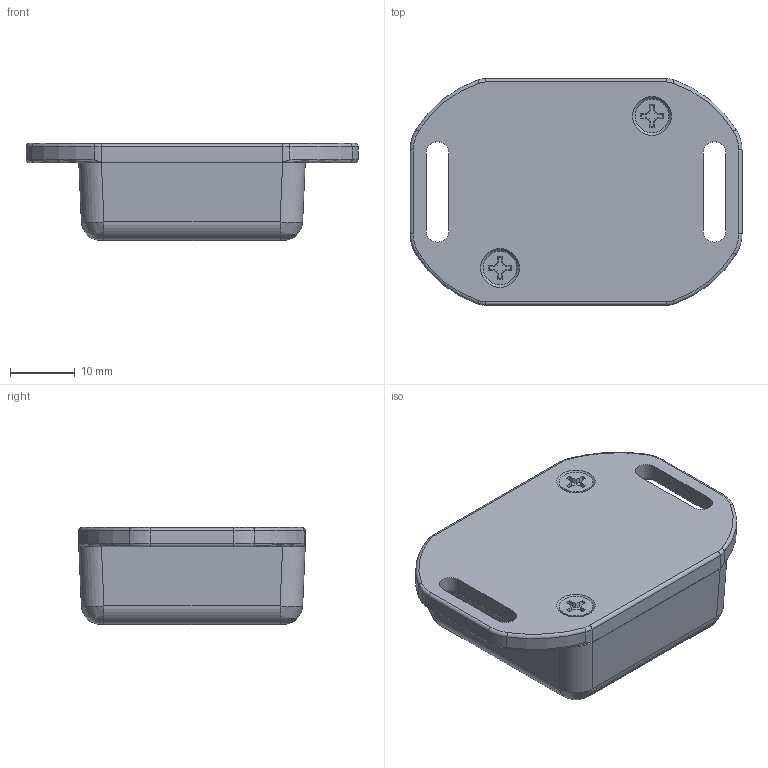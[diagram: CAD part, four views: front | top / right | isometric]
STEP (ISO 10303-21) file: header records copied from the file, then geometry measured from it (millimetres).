
FILE_DESCRIPTION(/* description */ (''),/* implementation_level */ '2;1');
FILE_NAME(/* name */ '1551NFL.iam.stp',/* time_stamp */ '2015-12-21T16:12:47-05:00',/* author */ ('rboehler'),/* organization */ (''),/* preprocessor_version */ 'ST-DEVELOPER v16.1',/* originating_system */ 'Autodesk Inventor 2016',/* authorisation */ '');
FILE_SCHEMA (('AUTOMOTIVE_DESIGN { 1 0 10303 214 3 1 1 }'));
Products named in the file (5): 1551N Box; 1551M-N Flange Lid; 1551M-N PCB; #12700; 1551NFL
Assembly tree (3 placements, depth 2):
  #12700
  1551NFL
    1551N Box
    1551M-N Flange Lid
    1551M-N PCB
Bounding box: 51.3 x 35 x 15 mm (x, y, z)
Volume: 9929.8 mm3; surface area: 11725.7 mm2
Topology: 5 solids, 5 shells, 411 faces, 1049 edges, 676 vertices
Faces by surface type: plane 225, cylinder 62, bspline 58, cone 34, torus 32
Full cylindrical faces by diameter (mm): 1.5 x2, 2.5 x4, 2.946 x2, 3.5 x2, 5.232 x2
Entity records: 12678 total; most frequent: CARTESIAN_POINT 3668, ORIENTED_EDGE 1904, DIRECTION 1706, EDGE_CURVE 952, VERTEX_POINT 625, LINE 572, VECTOR 572, AXIS2_PLACEMENT_3D 567
